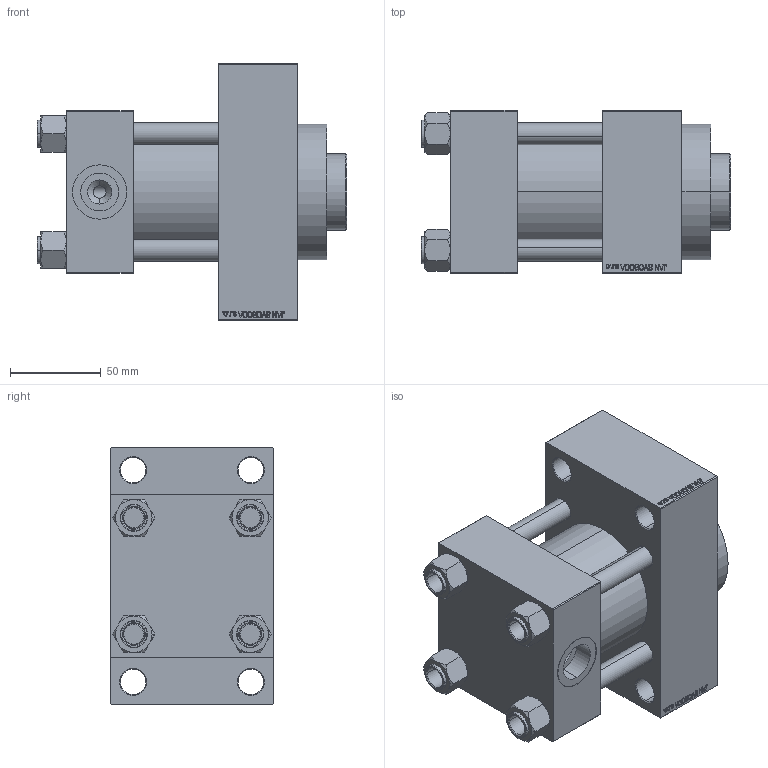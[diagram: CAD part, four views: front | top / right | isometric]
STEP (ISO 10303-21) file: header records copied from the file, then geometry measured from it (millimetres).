
FILE_DESCRIPTION (( 'STEP AP203' ), '1' );
FILE_NAME ('5714.STEP', '2023-08-17T14:07:12', ( '' ), ( '' ), 'SwSTEP 2.0', 'SolidWorks 2019', '' );
FILE_SCHEMA (( 'CONFIG_CONTROL_DESIGN' ));
Length unit declared in the file: millimetre
Products named in the file (6): 5714; V215_VC_A 39b4d74185f2657839da21d58a6644e5; V215CR_VCP_D 39b4d74185f2657839da21d58a6644e5; V215CR_D_TYCINKA 39b4d74185f2657839da21d58a6644e5; NUT_M5_D 39b4d74185f2657839da21d58a6644e5; V215CR_D_Body 39b4d74185f2657839da21d58a6644e5
Assembly tree (11 placements, depth 2):
  5714
    V215CR_D_Body 39b4d74185f2657839da21d58a6644e5
    V215CR_VCP_D 39b4d74185f2657839da21d58a6644e5
    NUT_M5_D 39b4d74185f2657839da21d58a6644e5  x4
    V215CR_D_TYCINKA 39b4d74185f2657839da21d58a6644e5  x4
    V215_VC_A 39b4d74185f2657839da21d58a6644e5
Bounding box: 171 x 90 x 142 mm (x, y, z)
Volume: 1030038.8 mm3; surface area: 184679 mm2
Topology: 11 solids, 11 shells, 1104 faces, 2752 edges, 1781 vertices
Faces by surface type: plane 497, bspline 368, cone 142, cylinder 89, torus 8
Entity records: 47234 total; most frequent: CARTESIAN_POINT 25074, ORIENTED_EDGE 4996, DIRECTION 3198, EDGE_CURVE 2498, VERTEX_POINT 1637, LINE 1504, VECTOR 1504, EDGE_LOOP 1115
